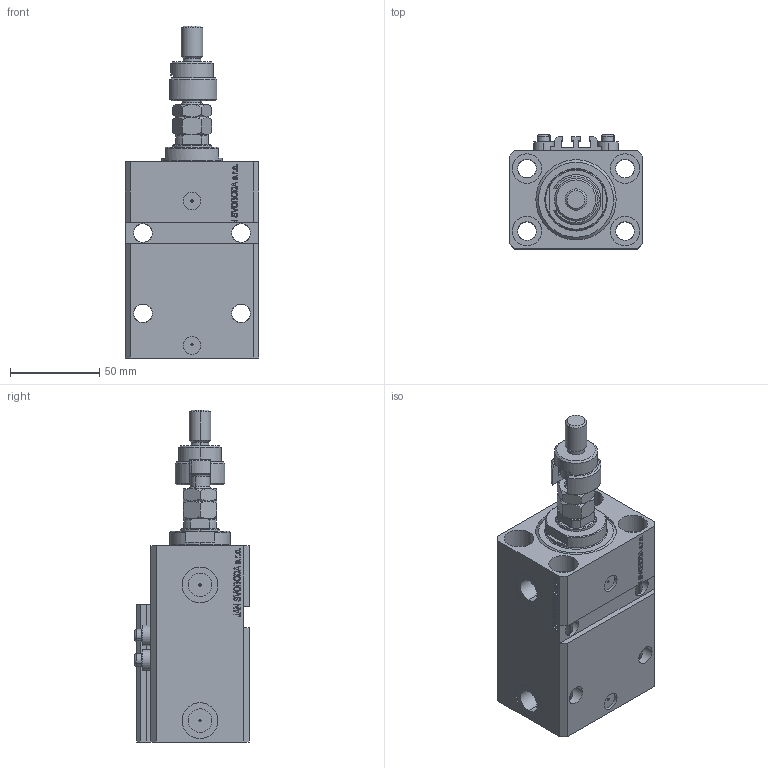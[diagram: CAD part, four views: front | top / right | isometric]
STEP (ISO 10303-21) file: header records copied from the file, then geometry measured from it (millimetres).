
FILE_DESCRIPTION (( 'STEP AP203' ), '1' );
FILE_NAME ('5a70.STEP', '2023-10-07T18:49:49', ( '' ), ( '' ), 'SwSTEP 2.0', 'SolidWorks 2019', '' );
FILE_SCHEMA (( 'CONFIG_CONTROL_DESIGN' ));
Length unit declared in the file: millimetre
Products named in the file (8): MFA 20d3bb96b75775508699e585eb2c91ea; 5a70; V250CE_E_Body 20d3bb96b75775508699e585eb2c91ea; ALLEN BOLT V250CE 20d3bb96b75775508699e585eb2c91ea; V250CE_VC_E 20d3bb96b75775508699e585eb2c91ea; DFA 20d3bb96b75775508699e585eb2c91ea; FEMALE_PART_FOR_DFA 20d3bb96b75775508699e585eb2c91ea; V250CE_C_VCP 20d3bb96b75775508699e585eb2c91ea
Assembly tree (10 placements, depth 3):
  5a70
    V250CE_E_Body 20d3bb96b75775508699e585eb2c91ea
    ALLEN BOLT V250CE 20d3bb96b75775508699e585eb2c91ea  x4
    V250CE_C_VCP 20d3bb96b75775508699e585eb2c91ea
    V250CE_VC_E 20d3bb96b75775508699e585eb2c91ea
    DFA 20d3bb96b75775508699e585eb2c91ea
      FEMALE_PART_FOR_DFA 20d3bb96b75775508699e585eb2c91ea
      MFA 20d3bb96b75775508699e585eb2c91ea
Bounding box: 75 x 64 x 186 mm (x, y, z)
Volume: 395597.8 mm3; surface area: 103912.3 mm2
Topology: 10 solids, 10 shells, 1185 faces, 2930 edges, 1875 vertices
Faces by surface type: plane 546, bspline 354, cylinder 171, cone 96, torus 18
Entity records: 50693 total; most frequent: CARTESIAN_POINT 25673, ORIENTED_EDGE 5550, DIRECTION 3811, EDGE_CURVE 2775, VERTEX_POINT 1791, VECTOR 1613, LINE 1613, EDGE_LOOP 1254
